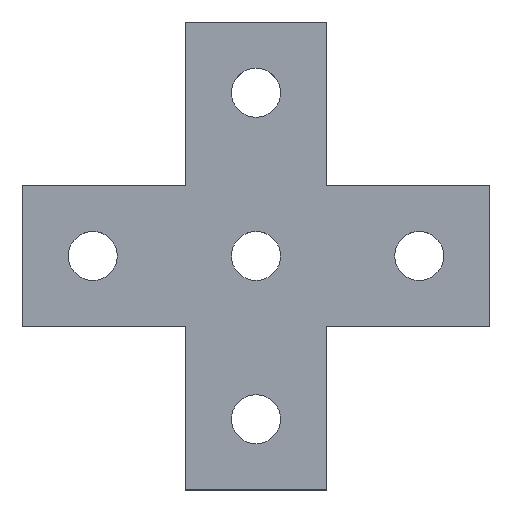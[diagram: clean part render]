
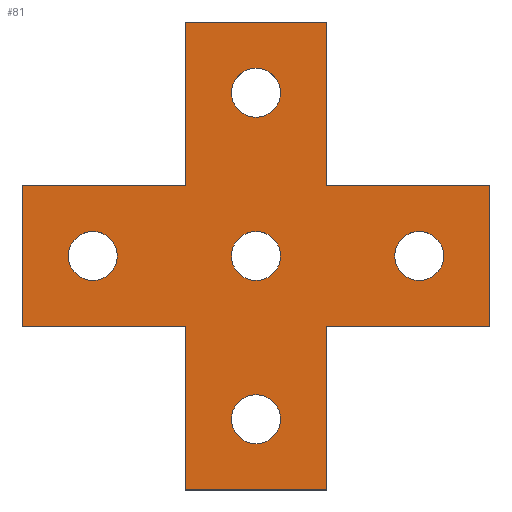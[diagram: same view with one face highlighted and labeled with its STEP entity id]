
A CAD part, top view. The second image highlights one B-rep face of the part: STEP entity #81.
In plain terms, the highlighted planar face has unit normal (0, 0, 1).
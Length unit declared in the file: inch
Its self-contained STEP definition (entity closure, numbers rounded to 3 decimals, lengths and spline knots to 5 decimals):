
#81=ADVANCED_FACE('',(#170,#171,#172,#173,#174,#175),#176,.T.);
#170=FACE_BOUND('',#280,.T.);
#171=FACE_BOUND('',#281,.T.);
#172=FACE_BOUND('',#282,.T.);
#173=FACE_BOUND('',#283,.T.);
#174=FACE_BOUND('',#284,.T.);
#175=FACE_OUTER_BOUND('',#285,.T.);
#176=PLANE('',#286);
#280=EDGE_LOOP('',(#429,#430));
#281=EDGE_LOOP('',(#431,#432));
#282=EDGE_LOOP('',(#433,#434));
#283=EDGE_LOOP('',(#435,#436));
#284=EDGE_LOOP('',(#437,#438));
#285=EDGE_LOOP('',(#439,#440,#441,#442,#443,#444,#445,#446,#447,#448,#449,#450));
#286=AXIS2_PLACEMENT_3D('',#451,#452,#453);
#429=ORIENTED_EDGE('',*,*,#607,.F.);
#430=ORIENTED_EDGE('',*,*,#621,.F.);
#431=ORIENTED_EDGE('',*,*,#616,.F.);
#432=ORIENTED_EDGE('',*,*,#641,.F.);
#433=ORIENTED_EDGE('',*,*,#642,.F.);
#434=ORIENTED_EDGE('',*,*,#643,.F.);
#435=ORIENTED_EDGE('',*,*,#644,.F.);
#436=ORIENTED_EDGE('',*,*,#645,.F.);
#437=ORIENTED_EDGE('',*,*,#646,.F.);
#438=ORIENTED_EDGE('',*,*,#647,.F.);
#439=ORIENTED_EDGE('',*,*,#611,.F.);
#440=ORIENTED_EDGE('',*,*,#601,.F.);
#441=ORIENTED_EDGE('',*,*,#637,.F.);
#442=ORIENTED_EDGE('',*,*,#648,.F.);
#443=ORIENTED_EDGE('',*,*,#649,.F.);
#444=ORIENTED_EDGE('',*,*,#632,.F.);
#445=ORIENTED_EDGE('',*,*,#650,.F.);
#446=ORIENTED_EDGE('',*,*,#651,.F.);
#447=ORIENTED_EDGE('',*,*,#652,.F.);
#448=ORIENTED_EDGE('',*,*,#623,.F.);
#449=ORIENTED_EDGE('',*,*,#628,.F.);
#450=ORIENTED_EDGE('',*,*,#653,.F.);
#451=CARTESIAN_POINT('',(0.,0.,0.25));
#452=DIRECTION('',(0.0,0.0,1.0));
#453=DIRECTION('',(1.0,0.0,0.0));
#601=EDGE_CURVE('',#692,#693,#694,.T.);
#607=EDGE_CURVE('',#702,#704,#705,.T.);
#611=EDGE_CURVE('',#693,#710,#711,.T.);
#616=EDGE_CURVE('',#717,#719,#720,.T.);
#621=EDGE_CURVE('',#704,#702,#726,.T.);
#623=EDGE_CURVE('',#728,#729,#730,.T.);
#628=EDGE_CURVE('',#737,#728,#738,.T.);
#632=EDGE_CURVE('',#743,#744,#745,.T.);
#637=EDGE_CURVE('',#752,#692,#753,.T.);
#641=EDGE_CURVE('',#719,#717,#758,.T.);
#642=EDGE_CURVE('',#759,#760,#761,.T.);
#643=EDGE_CURVE('',#760,#759,#762,.T.);
#644=EDGE_CURVE('',#763,#764,#765,.T.);
#645=EDGE_CURVE('',#764,#763,#766,.T.);
#646=EDGE_CURVE('',#767,#768,#769,.T.);
#647=EDGE_CURVE('',#768,#767,#770,.T.);
#648=EDGE_CURVE('',#771,#752,#772,.T.);
#649=EDGE_CURVE('',#744,#771,#773,.T.);
#650=EDGE_CURVE('',#774,#743,#775,.T.);
#651=EDGE_CURVE('',#776,#774,#777,.T.);
#652=EDGE_CURVE('',#729,#776,#778,.T.);
#653=EDGE_CURVE('',#710,#737,#779,.T.);
#692=VERTEX_POINT('',#827);
#693=VERTEX_POINT('',#828);
#694=LINE('',#829,#830);
#702=VERTEX_POINT('',#841);
#704=VERTEX_POINT('',#844);
#705=CIRCLE('',#845,0.28125);
#710=VERTEX_POINT('',#851);
#711=LINE('',#852,#853);
#717=VERTEX_POINT('',#861);
#719=VERTEX_POINT('',#864);
#720=CIRCLE('',#865,0.28125);
#726=CIRCLE('',#872,0.28125);
#728=VERTEX_POINT('',#874);
#729=VERTEX_POINT('',#875);
#730=LINE('',#876,#877);
#737=VERTEX_POINT('',#887);
#738=LINE('',#888,#889);
#743=VERTEX_POINT('',#896);
#744=VERTEX_POINT('',#897);
#745=LINE('',#898,#899);
#752=VERTEX_POINT('',#909);
#753=LINE('',#910,#911);
#758=CIRCLE('',#918,0.28125);
#759=VERTEX_POINT('',#919);
#760=VERTEX_POINT('',#920);
#761=CIRCLE('',#921,0.28125);
#762=CIRCLE('',#922,0.28125);
#763=VERTEX_POINT('',#923);
#764=VERTEX_POINT('',#924);
#765=CIRCLE('',#925,0.28125);
#766=CIRCLE('',#926,0.28125);
#767=VERTEX_POINT('',#927);
#768=VERTEX_POINT('',#928);
#769=CIRCLE('',#929,0.28125);
#770=CIRCLE('',#930,0.28125);
#771=VERTEX_POINT('',#931);
#772=LINE('',#932,#933);
#773=LINE('',#934,#935);
#774=VERTEX_POINT('',#936);
#775=LINE('',#937,#938);
#776=VERTEX_POINT('',#939);
#777=LINE('',#940,#941);
#778=LINE('',#942,#943);
#779=LINE('',#944,#945);
#827=CARTESIAN_POINT('',(0.8125,-2.6875,0.25));
#828=CARTESIAN_POINT('',(-0.8125,-2.6875,0.25));
#829=CARTESIAN_POINT('',(0.8125,-2.6875,0.25));
#830=VECTOR('',#1007,1.0);
#841=CARTESIAN_POINT('',(0.28125,-1.875,0.25));
#844=CARTESIAN_POINT('',(-0.28125,-1.875,0.25));
#845=AXIS2_PLACEMENT_3D('',#1012,#1013,#1014);
#851=CARTESIAN_POINT('',(-0.8125,-0.8125,0.25));
#852=CARTESIAN_POINT('',(-0.8125,-2.6875,0.25));
#853=VECTOR('',#1019,1.0);
#861=CARTESIAN_POINT('',(0.28125,1.875,0.25));
#864=CARTESIAN_POINT('',(-0.28125,1.875,0.25));
#865=AXIS2_PLACEMENT_3D('',#1023,#1024,#1025);
#872=AXIS2_PLACEMENT_3D('',#1033,#1034,#1035);
#874=CARTESIAN_POINT('',(-2.6875,0.8125,0.25));
#875=CARTESIAN_POINT('',(-0.8125,0.8125,0.25));
#876=CARTESIAN_POINT('',(-2.6875,0.8125,0.25));
#877=VECTOR('',#1036,1.0);
#887=CARTESIAN_POINT('',(-2.6875,-0.8125,0.25));
#888=CARTESIAN_POINT('',(-2.6875,-0.8125,0.25));
#889=VECTOR('',#1040,1.0);
#896=CARTESIAN_POINT('',(0.8125,0.8125,0.25));
#897=CARTESIAN_POINT('',(2.6875,0.8125,0.25));
#898=CARTESIAN_POINT('',(0.8125,0.8125,0.25));
#899=VECTOR('',#1043,1.0);
#909=CARTESIAN_POINT('',(0.8125,-0.8125,0.25));
#910=CARTESIAN_POINT('',(0.8125,-0.8125,0.25));
#911=VECTOR('',#1047,1.0);
#918=AXIS2_PLACEMENT_3D('',#1050,#1051,#1052);
#919=CARTESIAN_POINT('',(0.28125,0.0,0.25));
#920=CARTESIAN_POINT('',(-0.28125,0.,0.25));
#921=AXIS2_PLACEMENT_3D('',#1053,#1054,#1055);
#922=AXIS2_PLACEMENT_3D('',#1056,#1057,#1058);
#923=CARTESIAN_POINT('',(2.15625,0.0,0.25));
#924=CARTESIAN_POINT('',(1.59375,0.,0.25));
#925=AXIS2_PLACEMENT_3D('',#1059,#1060,#1061);
#926=AXIS2_PLACEMENT_3D('',#1062,#1063,#1064);
#927=CARTESIAN_POINT('',(-1.59375,0.0,0.25));
#928=CARTESIAN_POINT('',(-2.15625,0.,0.25));
#929=AXIS2_PLACEMENT_3D('',#1065,#1066,#1067);
#930=AXIS2_PLACEMENT_3D('',#1068,#1069,#1070);
#931=CARTESIAN_POINT('',(2.6875,-0.8125,0.25));
#932=CARTESIAN_POINT('',(2.6875,-0.8125,0.25));
#933=VECTOR('',#1071,1.0);
#934=CARTESIAN_POINT('',(2.6875,0.8125,0.25));
#935=VECTOR('',#1072,1.0);
#936=CARTESIAN_POINT('',(0.8125,2.6875,0.25));
#937=CARTESIAN_POINT('',(0.8125,2.6875,0.25));
#938=VECTOR('',#1073,1.0);
#939=CARTESIAN_POINT('',(-0.8125,2.6875,0.25));
#940=CARTESIAN_POINT('',(-0.8125,2.6875,0.25));
#941=VECTOR('',#1074,1.0);
#942=CARTESIAN_POINT('',(-0.8125,0.8125,0.25));
#943=VECTOR('',#1075,1.0);
#944=CARTESIAN_POINT('',(-0.8125,-0.8125,0.25));
#945=VECTOR('',#1076,1.0);
#1007=DIRECTION('',(-1.0,0.,0.0));
#1012=CARTESIAN_POINT('',(0.,-1.875,0.25));
#1013=DIRECTION('',(0.0,0.0,1.0));
#1014=DIRECTION('',(1.0,0.0,0.0));
#1019=DIRECTION('',(0.,1.0,0.0));
#1023=CARTESIAN_POINT('',(0.,1.875,0.25));
#1024=DIRECTION('',(0.0,0.0,1.0));
#1025=DIRECTION('',(1.0,0.0,0.0));
#1033=CARTESIAN_POINT('',(0.,-1.875,0.25));
#1034=DIRECTION('',(0.0,0.0,1.0));
#1035=DIRECTION('',(1.0,0.0,0.0));
#1036=DIRECTION('',(1.0,0.0,0.0));
#1040=DIRECTION('',(0.,1.0,0.0));
#1043=DIRECTION('',(1.0,0.0,0.0));
#1047=DIRECTION('',(0.,-1.0,0.0));
#1050=CARTESIAN_POINT('',(0.,1.875,0.25));
#1051=DIRECTION('',(0.0,0.0,1.0));
#1052=DIRECTION('',(1.0,0.0,0.0));
#1053=CARTESIAN_POINT('',(0.0,0.0,0.25));
#1054=DIRECTION('',(0.0,0.0,1.0));
#1055=DIRECTION('',(1.0,0.0,0.0));
#1056=CARTESIAN_POINT('',(0.0,0.0,0.25));
#1057=DIRECTION('',(0.0,0.0,1.0));
#1058=DIRECTION('',(1.0,0.0,0.0));
#1059=CARTESIAN_POINT('',(1.875,0.0,0.25));
#1060=DIRECTION('',(0.0,0.0,1.0));
#1061=DIRECTION('',(1.0,0.0,0.0));
#1062=CARTESIAN_POINT('',(1.875,0.0,0.25));
#1063=DIRECTION('',(0.0,0.0,1.0));
#1064=DIRECTION('',(1.0,0.0,0.0));
#1065=CARTESIAN_POINT('',(-1.875,0.0,0.25));
#1066=DIRECTION('',(0.0,0.0,1.0));
#1067=DIRECTION('',(1.0,0.0,0.0));
#1068=CARTESIAN_POINT('',(-1.875,0.0,0.25));
#1069=DIRECTION('',(0.0,0.0,1.0));
#1070=DIRECTION('',(1.0,0.0,0.0));
#1071=DIRECTION('',(-1.0,0.0,0.0));
#1072=DIRECTION('',(0.,-1.0,0.0));
#1073=DIRECTION('',(0.,-1.0,0.0));
#1074=DIRECTION('',(1.0,0.0,0.0));
#1075=DIRECTION('',(0.,1.0,0.0));
#1076=DIRECTION('',(-1.0,0.0,0.0));
